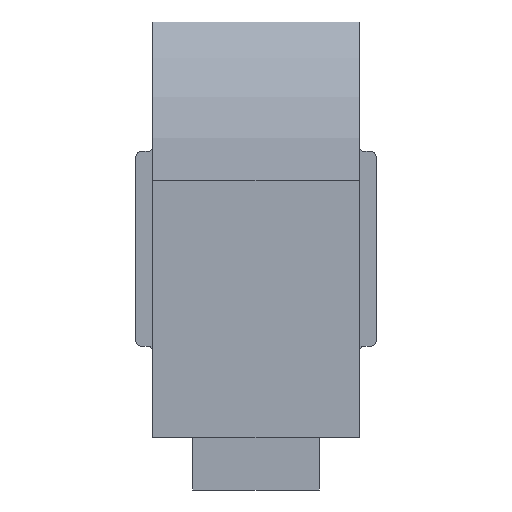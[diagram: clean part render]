
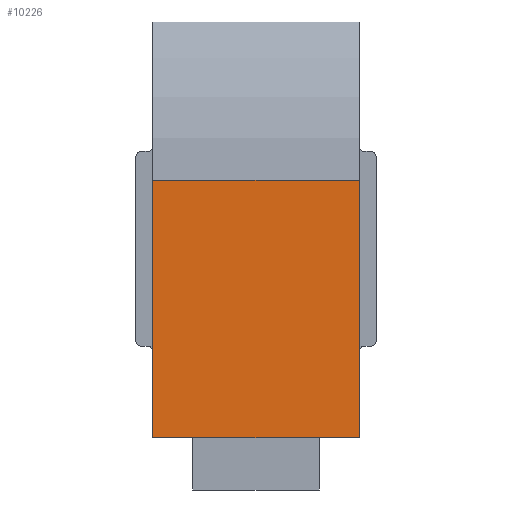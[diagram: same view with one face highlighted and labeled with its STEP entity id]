
A CAD part, front view. The second image highlights one B-rep face of the part: STEP entity #10226.
In plain terms, the highlighted planar face has unit normal (0, -1, 0).
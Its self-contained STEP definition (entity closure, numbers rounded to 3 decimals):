
#838 = CARTESIAN_POINT ( 'NONE',  ( 9., 0., 0. ) ) ;
#2690 = ORIENTED_EDGE ( 'NONE', *, *, #8963, .T. ) ;
#3022 = VECTOR ( 'NONE', #5521, 1000. ) ;
#3691 = ORIENTED_EDGE ( 'NONE', *, *, #6527, .F. ) ;
#3769 = PLANE ( 'NONE',  #11120 ) ;
#3962 = ORIENTED_EDGE ( 'NONE', *, *, #5715, .F. ) ;
#4221 = CARTESIAN_POINT ( 'NONE',  ( 9., 0., 0. ) ) ;
#4302 = LINE ( 'NONE', #4221, #14620 ) ;
#4790 = VECTOR ( 'NONE', #6546, 1000. ) ;
#5403 = CARTESIAN_POINT ( 'NONE',  ( 9., 0., 22.5 ) ) ;
#5521 = DIRECTION ( 'NONE',  ( -1., 0., 0. ) ) ;
#5715 = EDGE_CURVE ( 'NONE', #9458, #8824, #4302, .T. ) ;
#6343 = CARTESIAN_POINT ( 'NONE',  ( 9., 0., 0. ) ) ;
#6482 = EDGE_LOOP ( 'NONE', ( #3691, #3962, #2690, #11592 ) ) ;
#6527 = EDGE_CURVE ( 'NONE', #8824, #12620, #10087, .T. ) ;
#6546 = DIRECTION ( 'NONE',  ( 0., 0., 1. ) ) ;
#6714 = CARTESIAN_POINT ( 'NONE',  ( -9., 0., 22.5 ) ) ;
#6718 = DIRECTION ( 'NONE',  ( 0., 0., -1. ) ) ;
#6857 = CARTESIAN_POINT ( 'NONE',  ( -9., 0., 0. ) ) ;
#8548 = DIRECTION ( 'NONE',  ( -1., 0., 0. ) ) ;
#8824 = VERTEX_POINT ( 'NONE', #9435 ) ;
#8858 = EDGE_CURVE ( 'NONE', #11485, #12620, #17559, .T. ) ;
#8963 = EDGE_CURVE ( 'NONE', #9458, #11485, #12860, .T. ) ;
#9435 = CARTESIAN_POINT ( 'NONE',  ( -9., 0., 0. ) ) ;
#9458 = VERTEX_POINT ( 'NONE', #11416 ) ;
#9643 = CARTESIAN_POINT ( 'NONE',  ( 9., 0., 22.5 ) ) ;
#10087 = LINE ( 'NONE', #6857, #14148 ) ;
#10226 = ADVANCED_FACE ( 'NONE', ( #17091 ), #3769, .T. ) ;
#11120 = AXIS2_PLACEMENT_3D ( 'NONE', #838, #18018, #6718 ) ;
#11279 = DIRECTION ( 'NONE',  ( 0., 0., 1. ) ) ;
#11416 = CARTESIAN_POINT ( 'NONE',  ( 9., 0., 0. ) ) ;
#11485 = VERTEX_POINT ( 'NONE', #9643 ) ;
#11592 = ORIENTED_EDGE ( 'NONE', *, *, #8858, .T. ) ;
#12620 = VERTEX_POINT ( 'NONE', #6714 ) ;
#12860 = LINE ( 'NONE', #6343, #4790 ) ;
#14148 = VECTOR ( 'NONE', #11279, 1000. ) ;
#14620 = VECTOR ( 'NONE', #8548, 1000. ) ;
#17091 = FACE_OUTER_BOUND ( 'NONE', #6482, .T. ) ;
#17559 = LINE ( 'NONE', #5403, #3022 ) ;
#18018 = DIRECTION ( 'NONE',  ( 0., -1., 0. ) ) ;
